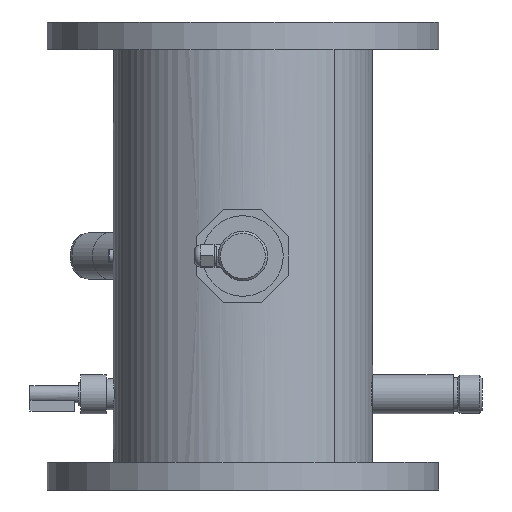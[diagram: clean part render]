
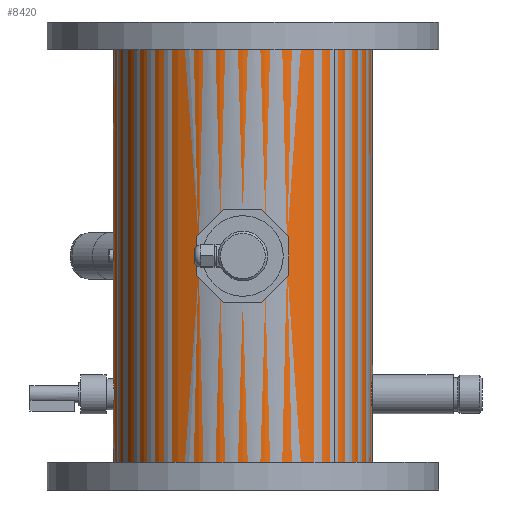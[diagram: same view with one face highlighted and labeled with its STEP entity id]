
A CAD part, left-side view. The second image highlights one B-rep face of the part: STEP entity #8420.
In plain terms, the highlighted cylindrical face has radius 112.5 mm (diameter 225 mm), a full revolution.
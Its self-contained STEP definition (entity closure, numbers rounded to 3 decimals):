
#424 = EDGE_CURVE ( 'NONE', #6171, #6171, #8996, .T. ) ;
#1644 = FACE_OUTER_BOUND ( 'NONE', #12748, .T. ) ;
#1912 = EDGE_LOOP ( 'NONE', ( #12537 ) ) ;
#1955 = ORIENTED_EDGE ( 'NONE', *, *, #5816, .T. ) ;
#1993 = CARTESIAN_POINT ( 'NONE',  ( 20.91, 0., 203. ) ) ;
#2204 = CIRCLE ( 'NONE', #10563, 112.5 ) ;
#2383 = CARTESIAN_POINT ( 'NONE',  ( 133.41, 0., -203. ) ) ;
#2616 = DIRECTION ( 'NONE',  ( 0., 0., 1. ) ) ;
#2739 = FACE_OUTER_BOUND ( 'NONE', #1912, .T. ) ;
#2844 = DIRECTION ( 'NONE',  ( 1., 0., 0. ) ) ;
#2917 = CARTESIAN_POINT ( 'NONE',  ( 133.41, 0., 203. ) ) ;
#3315 = DIRECTION ( 'NONE',  ( 1., 0., 0. ) ) ;
#4716 = VERTEX_POINT ( 'NONE', #2383 ) ;
#5069 = DIRECTION ( 'NONE',  ( -1., 0., 0. ) ) ;
#5816 = EDGE_CURVE ( 'NONE', #4716, #4716, #2204, .T. ) ;
#6171 = VERTEX_POINT ( 'NONE', #2917 ) ;
#6219 = CARTESIAN_POINT ( 'NONE',  ( 20.91, 0., 203. ) ) ;
#6588 = DIRECTION ( 'NONE',  ( 0., 0., 1. ) ) ;
#7408 = CYLINDRICAL_SURFACE ( 'NONE', #9022, 112.5 ) ;
#8420 = ADVANCED_FACE ( 'NONE', ( #2739, #1644 ), #7408, .T. ) ;
#8996 = CIRCLE ( 'NONE', #10403, 112.5 ) ;
#9022 = AXIS2_PLACEMENT_3D ( 'NONE', #6219, #10746, #5069 ) ;
#10403 = AXIS2_PLACEMENT_3D ( 'NONE', #1993, #6588, #3315 ) ;
#10563 = AXIS2_PLACEMENT_3D ( 'NONE', #11830, #2616, #2844 ) ;
#10746 = DIRECTION ( 'NONE',  ( 0., 0., -1. ) ) ;
#11830 = CARTESIAN_POINT ( 'NONE',  ( 20.91, 0., -203. ) ) ;
#12537 = ORIENTED_EDGE ( 'NONE', *, *, #424, .F. ) ;
#12748 = EDGE_LOOP ( 'NONE', ( #1955 ) ) ;
